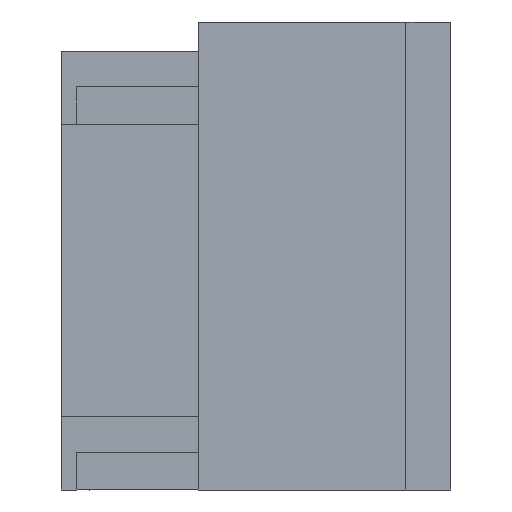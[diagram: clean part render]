
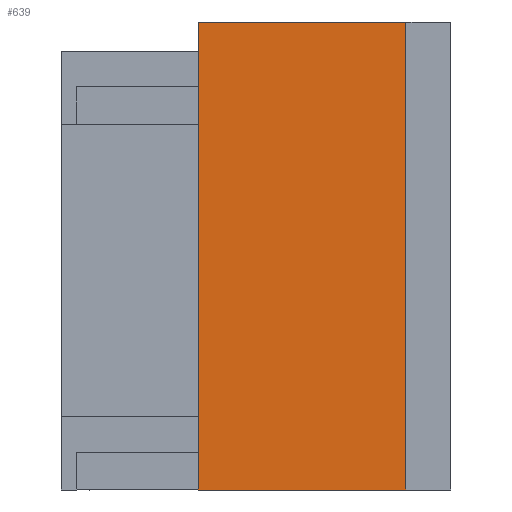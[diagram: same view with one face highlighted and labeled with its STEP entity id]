
A CAD part, left-side view. The second image highlights one B-rep face of the part: STEP entity #639.
In plain terms, the highlighted planar face has unit normal (-1, 0, 0).
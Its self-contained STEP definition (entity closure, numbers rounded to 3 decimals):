
#639=ADVANCED_FACE('',(#2129),#1447,.T.);
#1447=PLANE('',#15742);
#2129=FACE_OUTER_BOUND('',#2921,.T.);
#2921=EDGE_LOOP('',(#3772,#3773,#3774,#3775,#3776,#3777));
#3772=ORIENTED_EDGE('',*,*,#9702,.F.);
#3773=ORIENTED_EDGE('',*,*,#9703,.F.);
#3774=ORIENTED_EDGE('',*,*,#9704,.F.);
#3775=ORIENTED_EDGE('',*,*,#9705,.T.);
#3776=ORIENTED_EDGE('',*,*,#9706,.F.);
#3777=ORIENTED_EDGE('',*,*,#9707,.F.);
#8226=VERTEX_POINT('',#20736);
#8227=VERTEX_POINT('',#20737);
#8228=VERTEX_POINT('',#20739);
#8229=VERTEX_POINT('',#20741);
#8230=VERTEX_POINT('',#20743);
#8231=VERTEX_POINT('',#20745);
#9702=EDGE_CURVE('',#8226,#8227,#11929,.T.);
#9703=EDGE_CURVE('',#8228,#8226,#11930,.T.);
#9704=EDGE_CURVE('',#8229,#8228,#11931,.T.);
#9705=EDGE_CURVE('',#8229,#8230,#11932,.T.);
#9706=EDGE_CURVE('',#8231,#8230,#11933,.T.);
#9707=EDGE_CURVE('',#8227,#8231,#11934,.T.);
#11929=LINE('',#20735,#13832);
#11930=LINE('',#20738,#13833);
#11931=LINE('',#20740,#13834);
#11932=LINE('',#20742,#13835);
#11933=LINE('',#20744,#13836);
#11934=LINE('',#20746,#13837);
#13832=VECTOR('',#16771,1.);
#13833=VECTOR('',#16772,1.);
#13834=VECTOR('',#16773,1.);
#13835=VECTOR('',#16774,1.);
#13836=VECTOR('',#16775,1.);
#13837=VECTOR('',#16776,1.);
#15742=AXIS2_PLACEMENT_3D('',#20747,#16777,#16778);
#16771=DIRECTION('',(0.,0.,1.));
#16772=DIRECTION('',(0.,1.,0.));
#16773=DIRECTION('',(0.,0.,-1.));
#16774=DIRECTION('',(0.,0.,1.));
#16775=DIRECTION('',(0.,-1.,0.));
#16776=DIRECTION('',(0.,0.,1.));
#16777=DIRECTION('',(-1.,0.,0.));
#16778=DIRECTION('',(0.,-1.,0.));
#20735=CARTESIAN_POINT('',(19.493,-16.736,-11.258));
#20736=CARTESIAN_POINT('',(19.493,-16.736,-18.258));
#20737=CARTESIAN_POINT('',(19.493,-16.736,-0.758));
#20738=CARTESIAN_POINT('',(19.494,0.685,-18.258));
#20739=CARTESIAN_POINT('',(19.492,-26.656,-18.258));
#20740=CARTESIAN_POINT('',(19.492,-26.656,-11.258));
#20741=CARTESIAN_POINT('',(19.493,-26.656,-0.758));
#20742=CARTESIAN_POINT('',(19.492,-26.656,-11.258));
#20743=CARTESIAN_POINT('',(19.492,-26.656,4.142));
#20744=CARTESIAN_POINT('',(19.492,-26.656,4.142));
#20745=CARTESIAN_POINT('',(19.493,-16.736,4.142));
#20746=CARTESIAN_POINT('',(19.493,-16.736,2.742));
#20747=CARTESIAN_POINT('',(19.492,-26.656,-11.258));
